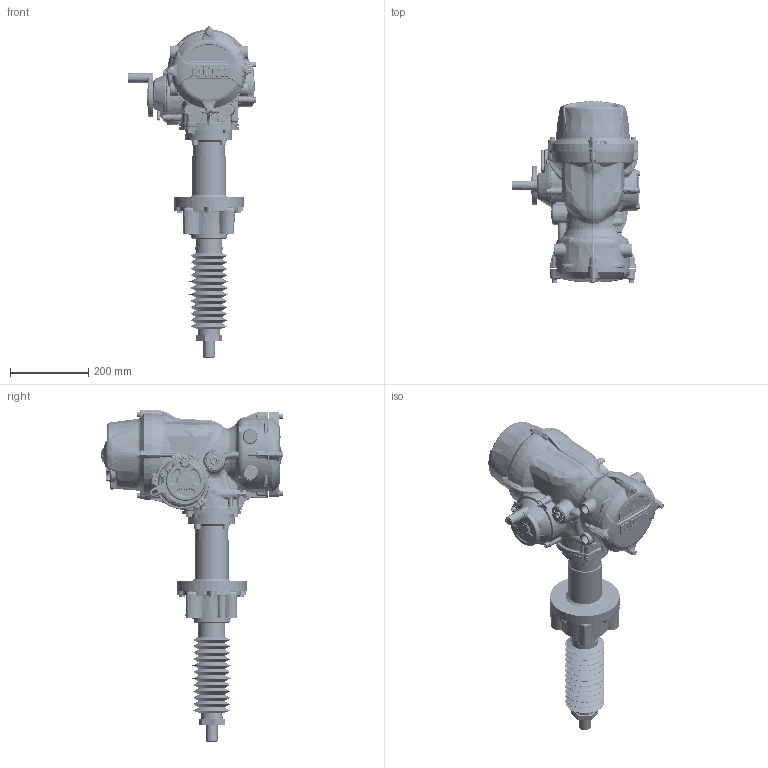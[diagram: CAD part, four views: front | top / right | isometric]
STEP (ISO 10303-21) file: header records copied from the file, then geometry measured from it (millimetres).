
FILE_DESCRIPTION(/* description */ ('Unknown'),/* implementation_level */ '2;1');
FILE_NAME(/* name */ 'iq-Sz1-linear-f14-3d-cad-e3 Rev1',/* time_stamp */ '2021-01-29T11:54:05+00:00',/* author */ ('Unknown'),/* organization */ ('Unknown'),/* preprocessor_version */ 'ST-DEVELOPER v16.7',/* originating_system */ 'Solid Edge',/* authorisation */ 'Unknown');
FILE_SCHEMA (('AUTOMOTIVE_DESIGN {1 0 10303 214 3 1 1}'));
Length unit declared in the file: millimetre
Products named in the file (1): iq-Sz1-linear-f14-3d-cad-e3 Rev1
Bounding box: 329.5 x 463.55 x 848.05 mm (x, y, z)
Volume: 82673.4 mm3; surface area: 973229.6 mm2
Topology: 30 solids, 53 shells, 11850 faces, 29732 edges, 17868 vertices
Faces by surface type: plane 4205, bspline 3886, cylinder 1538, cone 914, torus 881, sphere 426
Full cylindrical faces by diameter (mm): 0.2 x1, 1.152 x1, 1.366 x1, 2.301 x1, 2.487 x1, 3 x11, 3.3 x2, 3.5 x1, 3.701 x1, 4 x3, 4.753 x1, 4.76 x2, 4.773 x1, 4.78 x2, 4.917 x3, 5 x6, 5.2 x2, 5.301 x1, 5.4 x1, 6 x12, 6.2 x1, 6.3 x2, 6.4 x1, 6.45 x10, 6.47 x10, 6.647 x6, 6.8 x3, 7 x2, 8 x17, 8.1 x1
Entity records: 527847 total; most frequent: CARTESIAN_POINT 198739, ORIENTED_EDGE 56314, DIRECTION 43001, EDGE_CURVE 28160, VERTEX_POINT 17500, AXIS2_PLACEMENT_3D 16826, FACE_BOUND 13151, EDGE_LOOP 13125
